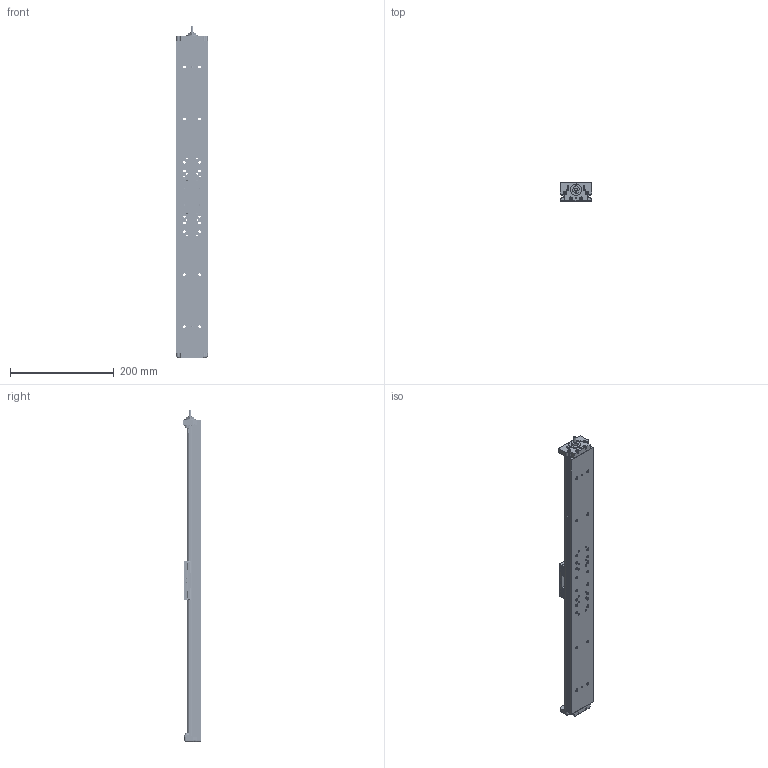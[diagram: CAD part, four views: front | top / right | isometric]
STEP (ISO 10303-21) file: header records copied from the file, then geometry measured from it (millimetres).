
FILE_DESCRIPTION (( 'STEP AP203' ), '1' );
FILE_NAME ('LAHP-33TM510B10M.step', '2020-12-09T22:07:26', ( '' ), ( '' ), 'SwSTEP 2.0', 'SolidWorks 2019', '' );
FILE_SCHEMA (( 'CONFIG_CONTROL_DESIGN' ));
Length unit declared in the file: inch
Products named in the file (3): LAHP-33TM510B10M_BASE; LAHP-33TM510B10M_CARRIAGE; LAHP-33TM510B10M
Assembly tree (2 placements, depth 2):
  LAHP-33TM510B10M
    LAHP-33TM510B10M_BASE
    LAHP-33TM510B10M_CARRIAGE
Bounding box: 60 x 34.59 x 639.06 mm (x, y, z)
Volume: 564832.5 mm3; surface area: 206764.3 mm2
Topology: 2 solids, 184 shells, 4459 faces, 10475 edges, 6325 vertices
Faces by surface type: plane 2068, cylinder 1329, cone 859, bspline 203
Entity records: 134504 total; most frequent: CARTESIAN_POINT 31800, DIRECTION 22598, ORIENTED_EDGE 20122, EDGE_CURVE 10061, AXIS2_PLACEMENT_3D 8575, VERTEX_POINT 6325, VECTOR 5448, LINE 5448
